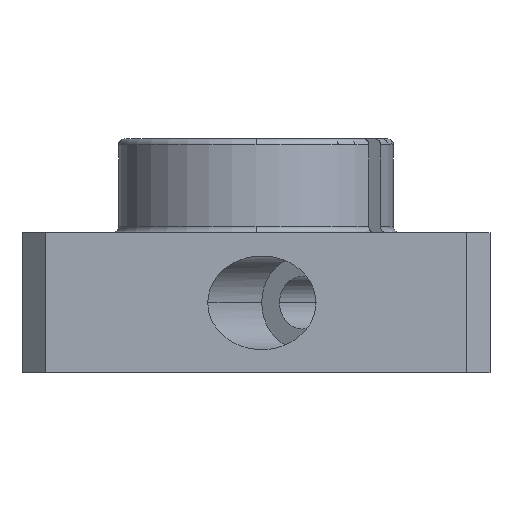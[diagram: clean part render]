
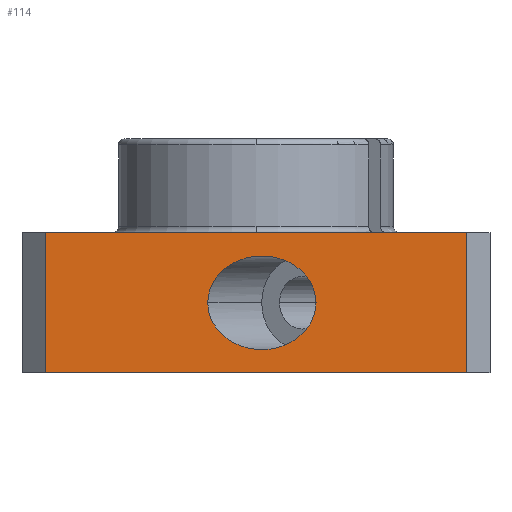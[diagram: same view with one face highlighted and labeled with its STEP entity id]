
A CAD part, left-side view. The second image highlights one B-rep face of the part: STEP entity #114.
In plain terms, the highlighted planar face has unit normal (-1, 0, 0).
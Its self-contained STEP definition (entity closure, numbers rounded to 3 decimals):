
#114 = ADVANCED_FACE( '', ( #199, #200 ), #201, .T. );
#199 = FACE_BOUND( '', #295, .T. );
#200 = FACE_OUTER_BOUND( '', #296, .T. );
#201 = PLANE( '', #297 );
#295 = EDGE_LOOP( '', ( #604, #605 ) );
#296 = EDGE_LOOP( '', ( #606, #607, #608, #609 ) );
#297 = AXIS2_PLACEMENT_3D( '', #610, #611, #612 );
#604 = ORIENTED_EDGE( '', *, *, #720, .T. );
#605 = ORIENTED_EDGE( '', *, *, #719, .T. );
#606 = ORIENTED_EDGE( '', *, *, #773, .T. );
#607 = ORIENTED_EDGE( '', *, *, #755, .F. );
#608 = ORIENTED_EDGE( '', *, *, #774, .T. );
#609 = ORIENTED_EDGE( '', *, *, #771, .T. );
#610 = CARTESIAN_POINT( '', ( -20., 2., 0. ) );
#611 = DIRECTION( '', ( -1., 0., 0. ) );
#612 = DIRECTION( '', ( 0., -1., 0. ) );
#719 = EDGE_CURVE( '', #878, #882, #884, .T. );
#720 = EDGE_CURVE( '', #882, #878, #885, .T. );
#755 = EDGE_CURVE( '', #931, #926, #933, .T. );
#771 = EDGE_CURVE( '', #958, #956, #959, .T. );
#773 = EDGE_CURVE( '', #956, #926, #961, .T. );
#774 = EDGE_CURVE( '', #931, #958, #962, .T. );
#878 = VERTEX_POINT( '', #1137 );
#882 = VERTEX_POINT( '', #1142 );
#884 = ELLIPSE( '', #1145, 4.619, 4. );
#885 = ELLIPSE( '', #1146, 4.619, 4. );
#926 = VERTEX_POINT( '', #1216 );
#931 = VERTEX_POINT( '', #1223 );
#933 = LINE( '', #1226, #1227 );
#956 = VERTEX_POINT( '', #1264 );
#958 = VERTEX_POINT( '', #1267 );
#959 = LINE( '', #1268, #1269 );
#961 = LINE( '', #1272, #1273 );
#962 = LINE( '', #1274, #1275 );
#1137 = CARTESIAN_POINT( '', ( -20., 14.881, 6. ) );
#1142 = CARTESIAN_POINT( '', ( -20., 24.119, 6. ) );
#1145 = AXIS2_PLACEMENT_3D( '', #1394, #1395, #1396 );
#1146 = AXIS2_PLACEMENT_3D( '', #1397, #1398, #1399 );
#1216 = CARTESIAN_POINT( '', ( -20., 38., 12. ) );
#1223 = CARTESIAN_POINT( '', ( -20., 38., 0. ) );
#1226 = CARTESIAN_POINT( '', ( -20., 38., 0. ) );
#1227 = VECTOR( '', #1469, 1. );
#1264 = CARTESIAN_POINT( '', ( -20., 2., 12. ) );
#1267 = CARTESIAN_POINT( '', ( -20., 2., 0. ) );
#1268 = CARTESIAN_POINT( '', ( -20., 2., 0. ) );
#1269 = VECTOR( '', #1485, 1. );
#1272 = CARTESIAN_POINT( '', ( -20., 38., 12. ) );
#1273 = VECTOR( '', #1487, 1. );
#1274 = CARTESIAN_POINT( '', ( -20., 38., 0. ) );
#1275 = VECTOR( '', #1488, 1. );
#1394 = CARTESIAN_POINT( '', ( -20., 19.5, 6. ) );
#1395 = DIRECTION( '', ( 1., 0., 0. ) );
#1396 = DIRECTION( '', ( 0., -1., 0. ) );
#1397 = CARTESIAN_POINT( '', ( -20., 19.5, 6. ) );
#1398 = DIRECTION( '', ( 1., 0., 0. ) );
#1399 = DIRECTION( '', ( 0., -1., 0. ) );
#1469 = DIRECTION( '', ( 0., 0., 1. ) );
#1485 = DIRECTION( '', ( 0., 0., 1. ) );
#1487 = DIRECTION( '', ( 0., 1., 0. ) );
#1488 = DIRECTION( '', ( 0., -1., 0. ) );
